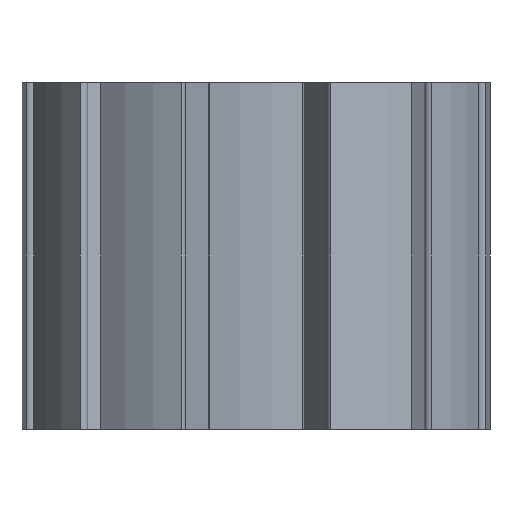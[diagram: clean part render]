
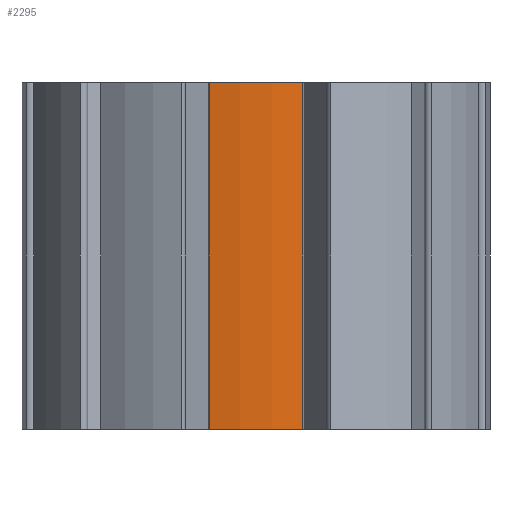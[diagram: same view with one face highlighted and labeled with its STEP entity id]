
A CAD part, front view. The second image highlights one B-rep face of the part: STEP entity #2295.
In plain terms, the highlighted cylindrical face has radius 20.3 mm (diameter 40.6 mm), a partial arc.
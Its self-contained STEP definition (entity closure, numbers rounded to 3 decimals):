
#87=FACE_OUTER_BOUND('',#210,.T.);
#210=EDGE_LOOP('',(#1604,#1605,#1606,#1607));
#353=LINE('',#3777,#522);
#354=LINE('',#3783,#523);
#522=VECTOR('',#2997,10.);
#523=VECTOR('',#3004,10.);
#699=CIRCLE('',#2503,20.3);
#700=CIRCLE('',#2504,20.3);
#911=VERTEX_POINT('',#3773);
#912=VERTEX_POINT('',#3775);
#913=VERTEX_POINT('',#3779);
#914=VERTEX_POINT('',#3781);
#1197=EDGE_CURVE('',#911,#912,#353,.T.);
#1198=EDGE_CURVE('',#913,#911,#699,.T.);
#1199=EDGE_CURVE('',#914,#912,#700,.T.);
#1200=EDGE_CURVE('',#913,#914,#354,.T.);
#1604=ORIENTED_EDGE('',*,*,#1198,.T.);
#1605=ORIENTED_EDGE('',*,*,#1197,.T.);
#1606=ORIENTED_EDGE('',*,*,#1199,.F.);
#1607=ORIENTED_EDGE('',*,*,#1200,.F.);
#2189=CYLINDRICAL_SURFACE('',#2502,20.3);
#2295=ADVANCED_FACE('',(#87),#2189,.T.);
#2502=AXIS2_PLACEMENT_3D('',#3778,#2998,#2999);
#2503=AXIS2_PLACEMENT_3D('',#3780,#3000,#3001);
#2504=AXIS2_PLACEMENT_3D('',#3782,#3002,#3003);
#2997=DIRECTION('',(0.,0.,1.));
#2998=DIRECTION('center_axis',(0.,0.,1.));
#2999=DIRECTION('ref_axis',(-0.199,-0.98,0.));
#3000=DIRECTION('center_axis',(0.,0.,1.));
#3001=DIRECTION('ref_axis',(-0.199,-0.98,0.));
#3002=DIRECTION('center_axis',(0.,0.,1.));
#3003=DIRECTION('ref_axis',(-0.199,-0.98,0.));
#3004=DIRECTION('',(0.,0.,1.));
#3773=CARTESIAN_POINT('',(4.037,-19.895,0.));
#3775=CARTESIAN_POINT('',(4.037,-19.895,30.));
#3777=CARTESIAN_POINT('',(4.037,-19.895,0.));
#3778=CARTESIAN_POINT('Origin',(0.,0.,
0.));
#3779=CARTESIAN_POINT('',(-4.037,-19.895,0.));
#3780=CARTESIAN_POINT('Origin',(0.,0.,
0.));
#3781=CARTESIAN_POINT('',(-4.037,-19.895,30.));
#3782=CARTESIAN_POINT('Origin',(0.,0.,
30.));
#3783=CARTESIAN_POINT('',(-4.037,-19.895,0.));
